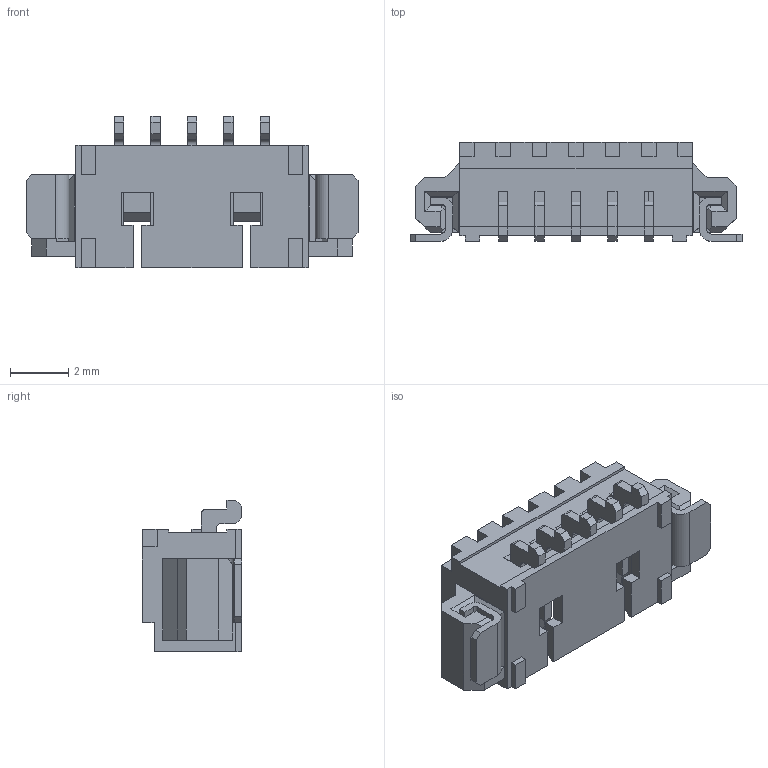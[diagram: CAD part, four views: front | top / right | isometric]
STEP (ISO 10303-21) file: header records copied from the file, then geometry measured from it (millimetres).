
FILE_DESCRIPTION (( 'STEP AP214' ), '1' );
FILE_NAME ('532610571.STEP', '2021-11-05T04:15:13', ( '' ), ( '' ), 'SwSTEP 2.0', 'SolidWorks 2017', '' );
FILE_SCHEMA (( 'AUTOMOTIVE_DESIGN' ));
Length unit declared in the file: metre
Products named in the file (1): 532610571
Bounding box: 11.4 x 3.4 x 5.2 mm (x, y, z)
Volume: 69.2 mm3; surface area: 316.2 mm2
Topology: 8 solids, 8 shells, 318 faces, 866 edges, 566 vertices
Faces by surface type: plane 298, cylinder 20
Entity records: 9933 total; most frequent: CARTESIAN_POINT 1757, ORIENTED_EDGE 1732, DIRECTION 1540, EDGE_CURVE 866, LINE 826, VECTOR 826, VERTEX_POINT 566, AXIS2_PLACEMENT_3D 357
